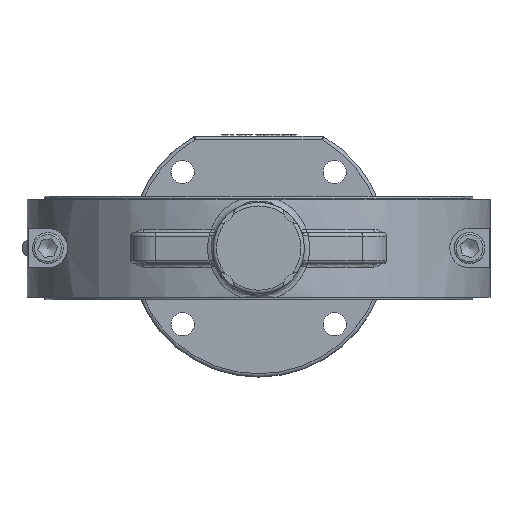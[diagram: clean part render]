
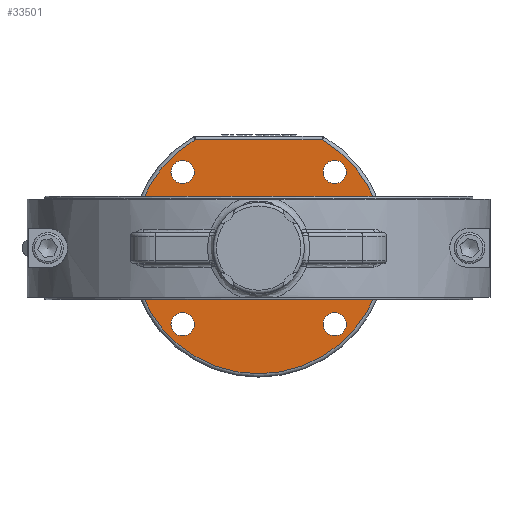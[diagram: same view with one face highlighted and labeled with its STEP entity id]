
A CAD part, front view. The second image highlights one B-rep face of the part: STEP entity #33501.
In plain terms, the highlighted planar face has unit normal (0, -1, 0).
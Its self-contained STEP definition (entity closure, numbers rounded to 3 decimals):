
#28001=CARTESIAN_POINT('',(44.194,225.5,-37.444));
#28002=VERTEX_POINT('',#28001);
#28003=CARTESIAN_POINT('',(44.194,225.5,-44.194));
#28004=DIRECTION('',(0.0,1.0,0.0));
#28005=DIRECTION('',(0.0,0.0,-1.0));
#28006=AXIS2_PLACEMENT_3D('',#28003,#28004,#28005);
#28007=CIRCLE('',#28006,6.75);
#28008=EDGE_CURVE('',#28002,#28002,#28007,.T.);
#28029=CARTESIAN_POINT('',(-37.444,225.5,-44.194));
#28030=VERTEX_POINT('',#28029);
#28031=CARTESIAN_POINT('',(-44.194,225.5,-44.194));
#28032=DIRECTION('',(0.0,1.0,0.0));
#28033=DIRECTION('',(-1.0,0.0,0.0));
#28034=AXIS2_PLACEMENT_3D('',#28031,#28032,#28033);
#28035=CIRCLE('',#28034,6.75);
#28036=EDGE_CURVE('',#28030,#28030,#28035,.T.);
#28057=CARTESIAN_POINT('',(-44.194,225.5,37.444));
#28058=VERTEX_POINT('',#28057);
#28059=CARTESIAN_POINT('',(-44.194,225.5,44.194));
#28060=DIRECTION('',(0.0,1.0,0.0));
#28061=DIRECTION('',(0.0,0.0,1.0));
#28062=AXIS2_PLACEMENT_3D('',#28059,#28060,#28061);
#28063=CIRCLE('',#28062,6.75);
#28064=EDGE_CURVE('',#28058,#28058,#28063,.T.);
#28085=CARTESIAN_POINT('',(37.444,225.5,44.194));
#28086=VERTEX_POINT('',#28085);
#28087=CARTESIAN_POINT('',(44.194,225.5,44.194));
#28088=DIRECTION('',(0.0,1.0,0.0));
#28089=DIRECTION('',(1.0,0.0,0.0));
#28090=AXIS2_PLACEMENT_3D('',#28087,#28088,#28089);
#28091=CIRCLE('',#28090,6.75);
#28092=EDGE_CURVE('',#28086,#28086,#28091,.T.);
#30941=CARTESIAN_POINT('',(36.878,225.5,63.0));
#30942=VERTEX_POINT('',#30941);
#31731=CARTESIAN_POINT('',(-36.878,225.5,63.0));
#31732=VERTEX_POINT('',#31731);
#33241=CARTESIAN_POINT('',(17.738,225.5,28.));
#33242=VERTEX_POINT('',#33241);
#33250=CARTESIAN_POINT('',(-17.738,225.5,28.0));
#33251=VERTEX_POINT('',#33250);
#33252=CARTESIAN_POINT('',(17.738,225.5,28.));
#33253=DIRECTION('',(-1.0,0.0,0.0));
#33254=VECTOR('',#33253,35.476);
#33255=LINE('',#33252,#33254);
#33256=EDGE_CURVE('',#33242,#33251,#33255,.T.);
#33279=CARTESIAN_POINT('',(34.0,225.5,-10.577));
#33280=VERTEX_POINT('',#33279);
#33288=CARTESIAN_POINT('',(34.0,225.5,10.577));
#33289=VERTEX_POINT('',#33288);
#33290=CARTESIAN_POINT('',(34.0,225.5,-10.577));
#33291=DIRECTION('',(0.0,0.0,1.0));
#33292=VECTOR('',#33291,21.153);
#33293=LINE('',#33290,#33292);
#33294=EDGE_CURVE('',#33280,#33289,#33293,.T.);
#33312=CARTESIAN_POINT('',(17.738,225.5,-28.));
#33313=VERTEX_POINT('',#33312);
#33321=CARTESIAN_POINT('',(17.738,225.5,-28.));
#33322=DIRECTION('',(0.682,0.0,0.731));
#33323=VECTOR('',#33322,23.833);
#33324=LINE('',#33321,#33323);
#33325=EDGE_CURVE('',#33313,#33280,#33324,.T.);
#33337=CARTESIAN_POINT('',(-34.0,225.5,-10.577));
#33338=VERTEX_POINT('',#33337);
#33346=CARTESIAN_POINT('',(-17.738,225.5,-28.));
#33347=VERTEX_POINT('',#33346);
#33348=CARTESIAN_POINT('',(-34.0,225.5,-10.577));
#33349=DIRECTION('',(0.682,0.0,-0.731));
#33350=VECTOR('',#33349,23.833);
#33351=LINE('',#33348,#33350);
#33352=EDGE_CURVE('',#33338,#33347,#33351,.T.);
#33371=CARTESIAN_POINT('',(-17.738,225.5,-28.));
#33372=DIRECTION('',(1.0,0.0,0.0));
#33373=VECTOR('',#33372,35.476);
#33374=LINE('',#33371,#33373);
#33375=EDGE_CURVE('',#33347,#33313,#33374,.T.);
#33392=CARTESIAN_POINT('',(-34.0,225.5,10.577));
#33393=VERTEX_POINT('',#33392);
#33401=CARTESIAN_POINT('',(-34.0,225.5,10.577));
#33402=DIRECTION('',(0.0,0.0,-1.0));
#33403=VECTOR('',#33402,21.153);
#33404=LINE('',#33401,#33403);
#33405=EDGE_CURVE('',#33393,#33338,#33404,.T.);
#33418=CARTESIAN_POINT('',(-17.738,225.5,28.0));
#33419=DIRECTION('',(-0.682,0.0,-0.731));
#33420=VECTOR('',#33419,23.833);
#33421=LINE('',#33418,#33420);
#33422=EDGE_CURVE('',#33251,#33393,#33421,.T.);
#33435=CARTESIAN_POINT('',(34.0,225.5,10.577));
#33436=DIRECTION('',(-0.682,0.0,0.731));
#33437=VECTOR('',#33436,23.833);
#33438=LINE('',#33435,#33437);
#33439=EDGE_CURVE('',#33289,#33242,#33438,.T.);
#33459=CARTESIAN_POINT('',(0.0,225.5,0.0));
#33460=DIRECTION('',(0.0,-1.0,0.0));
#33461=DIRECTION('',(0.0,0.0,-1.0));
#33462=AXIS2_PLACEMENT_3D('',#33459,#33460,#33461);
#33463=PLANE('',#33462);
#33464=CARTESIAN_POINT('',(0.0,225.5,0.0));
#33465=DIRECTION('',(0.0,1.0,0.0));
#33466=DIRECTION('',(0.0,0.0,-1.0));
#33467=AXIS2_PLACEMENT_3D('',#33464,#33465,#33466);
#33468=CIRCLE('',#33467,73.0);
#33469=EDGE_CURVE('',#30942,#31732,#33468,.T.);
#33470=ORIENTED_EDGE('',*,*,#33469,.F.);
#33471=CARTESIAN_POINT('',(-36.878,225.5,63.0));
#33472=DIRECTION('',(1.0,0.0,0.0));
#33473=VECTOR('',#33472,73.756);
#33474=LINE('',#33471,#33473);
#33475=EDGE_CURVE('',#31732,#30942,#33474,.T.);
#33476=ORIENTED_EDGE('',*,*,#33475,.F.);
#33477=EDGE_LOOP('',(#33470,#33476));
#33478=FACE_OUTER_BOUND('',#33477,.T.);
#33479=ORIENTED_EDGE('',*,*,#28008,.T.);
#33480=EDGE_LOOP('',(#33479));
#33481=FACE_BOUND('',#33480,.T.);
#33482=ORIENTED_EDGE('',*,*,#28036,.T.);
#33483=EDGE_LOOP('',(#33482));
#33484=FACE_BOUND('',#33483,.T.);
#33485=ORIENTED_EDGE('',*,*,#28064,.T.);
#33486=EDGE_LOOP('',(#33485));
#33487=FACE_BOUND('',#33486,.T.);
#33488=ORIENTED_EDGE('',*,*,#28092,.T.);
#33489=EDGE_LOOP('',(#33488));
#33490=FACE_BOUND('',#33489,.T.);
#33491=ORIENTED_EDGE('',*,*,#33352,.F.);
#33492=ORIENTED_EDGE('',*,*,#33405,.F.);
#33493=ORIENTED_EDGE('',*,*,#33422,.F.);
#33494=ORIENTED_EDGE('',*,*,#33256,.F.);
#33495=ORIENTED_EDGE('',*,*,#33439,.F.);
#33496=ORIENTED_EDGE('',*,*,#33294,.F.);
#33497=ORIENTED_EDGE('',*,*,#33325,.F.);
#33498=ORIENTED_EDGE('',*,*,#33375,.F.);
#33499=EDGE_LOOP('',(#33491,#33492,#33493,#33494,#33495,#33496,#33497,#33498));
#33500=FACE_BOUND('',#33499,.T.);
#33501=ADVANCED_FACE('',(#33478,#33481,#33484,#33487,#33490,#33500),#33463,.T.);
